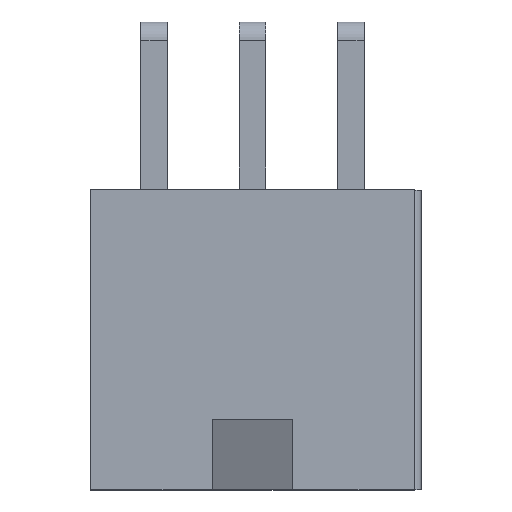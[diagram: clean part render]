
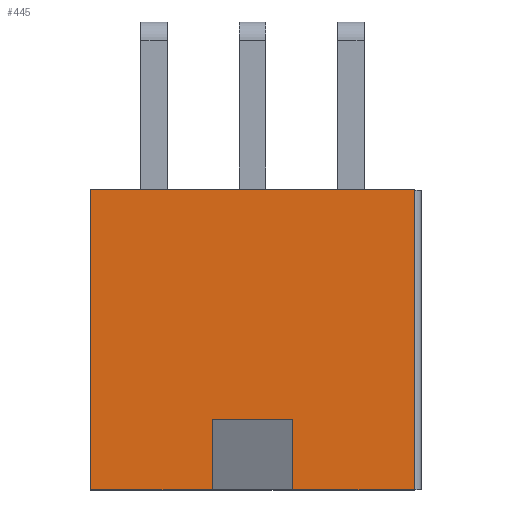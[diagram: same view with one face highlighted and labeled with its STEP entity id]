
A CAD part, top view. The second image highlights one B-rep face of the part: STEP entity #445.
In plain terms, the highlighted planar face has unit normal (0, 0, 1).
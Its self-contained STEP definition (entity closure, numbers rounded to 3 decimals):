
#445 = ADVANCED_FACE( '', ( #941 ), #942, .T. );
#941 = FACE_OUTER_BOUND( '', #2180, .T. );
#942 = PLANE( '', #2181 );
#2180 = EDGE_LOOP( '', ( #4820, #4821, #4822, #4823, #4824, #4825, #4826, #4827 ) );
#2181 = AXIS2_PLACEMENT_3D( '', #4828, #4829, #4830 );
#4820 = ORIENTED_EDGE( '', *, *, #6048, .F. );
#4821 = ORIENTED_EDGE( '', *, *, #6049, .F. );
#4822 = ORIENTED_EDGE( '', *, *, #6050, .F. );
#4823 = ORIENTED_EDGE( '', *, *, #6000, .F. );
#4824 = ORIENTED_EDGE( '', *, *, #6051, .T. );
#4825 = ORIENTED_EDGE( '', *, *, #6052, .T. );
#4826 = ORIENTED_EDGE( '', *, *, #6053, .F. );
#4827 = ORIENTED_EDGE( '', *, *, #6002, .F. );
#4828 = CARTESIAN_POINT( '', ( 6.9, -6.4, 4.8 ) );
#4829 = DIRECTION( '', ( 0., 0., 1. ) );
#4830 = DIRECTION( '', ( 1., 0., 0. ) );
#6000 = EDGE_CURVE( '', #6827, #6828, #6829, .T. );
#6002 = EDGE_CURVE( '', #6830, #6832, #6833, .T. );
#6048 = EDGE_CURVE( '', #6896, #6830, #6897, .T. );
#6049 = EDGE_CURVE( '', #6898, #6896, #6899, .T. );
#6050 = EDGE_CURVE( '', #6828, #6898, #6900, .T. );
#6051 = EDGE_CURVE( '', #6827, #6901, #6902, .T. );
#6052 = EDGE_CURVE( '', #6901, #6903, #6904, .T. );
#6053 = EDGE_CURVE( '', #6832, #6903, #6905, .T. );
#6827 = VERTEX_POINT( '', #8526 );
#6828 = VERTEX_POINT( '', #8527 );
#6829 = LINE( '', #8528, #8529 );
#6830 = VERTEX_POINT( '', #8530 );
#6832 = VERTEX_POINT( '', #8533 );
#6833 = LINE( '', #8534, #8535 );
#6896 = VERTEX_POINT( '', #8708 );
#6897 = LINE( '', #8709, #8710 );
#6898 = VERTEX_POINT( '', #8711 );
#6899 = LINE( '', #8712, #8713 );
#6900 = LINE( '', #8714, #8715 );
#6901 = VERTEX_POINT( '', #8716 );
#6902 = LINE( '', #8717, #8718 );
#6903 = VERTEX_POINT( '', #8719 );
#6904 = LINE( '', #8720, #8721 );
#6905 = LINE( '', #8722, #8723 );
#8526 = CARTESIAN_POINT( '', ( 6.9, -6.4, 4.8 ) );
#8527 = CARTESIAN_POINT( '', ( 1.725, -6.4, 4.8 ) );
#8528 = CARTESIAN_POINT( '', ( 6.9, -6.4, 4.8 ) );
#8529 = VECTOR( '', #9607, 1000. );
#8530 = CARTESIAN_POINT( '', ( -1.725, -6.4, 4.8 ) );
#8533 = CARTESIAN_POINT( '', ( -6.9, -6.4, 4.8 ) );
#8534 = CARTESIAN_POINT( '', ( 6.9, -6.4, 4.8 ) );
#8535 = VECTOR( '', #9609, 1000. );
#8708 = CARTESIAN_POINT( '', ( -1.725, -3.4, 4.8 ) );
#8709 = CARTESIAN_POINT( '', ( -1.725, -3.4, 4.8 ) );
#8710 = VECTOR( '', #9645, 1000. );
#8711 = CARTESIAN_POINT( '', ( 1.725, -3.4, 4.8 ) );
#8712 = CARTESIAN_POINT( '', ( 1.725, -3.4, 4.8 ) );
#8713 = VECTOR( '', #9646, 1000. );
#8714 = CARTESIAN_POINT( '', ( 1.725, -6.4, 4.8 ) );
#8715 = VECTOR( '', #9647, 1000. );
#8716 = CARTESIAN_POINT( '', ( 6.9, 6.4, 4.8 ) );
#8717 = CARTESIAN_POINT( '', ( 6.9, -6.4, 4.8 ) );
#8718 = VECTOR( '', #9648, 1000. );
#8719 = CARTESIAN_POINT( '', ( -6.9, 6.4, 4.8 ) );
#8720 = CARTESIAN_POINT( '', ( 6.9, 6.4, 4.8 ) );
#8721 = VECTOR( '', #9649, 1000. );
#8722 = CARTESIAN_POINT( '', ( -6.9, -6.4, 4.8 ) );
#8723 = VECTOR( '', #9650, 1000. );
#9607 = DIRECTION( '', ( -1., 0., 0. ) );
#9609 = DIRECTION( '', ( -1., 0., 0. ) );
#9645 = DIRECTION( '', ( 0., -1., 0. ) );
#9646 = DIRECTION( '', ( -1., 0., 0. ) );
#9647 = DIRECTION( '', ( 0., 1., 0. ) );
#9648 = DIRECTION( '', ( 0., 1., 0. ) );
#9649 = DIRECTION( '', ( -1., 0., 0. ) );
#9650 = DIRECTION( '', ( 0., 1., 0. ) );
